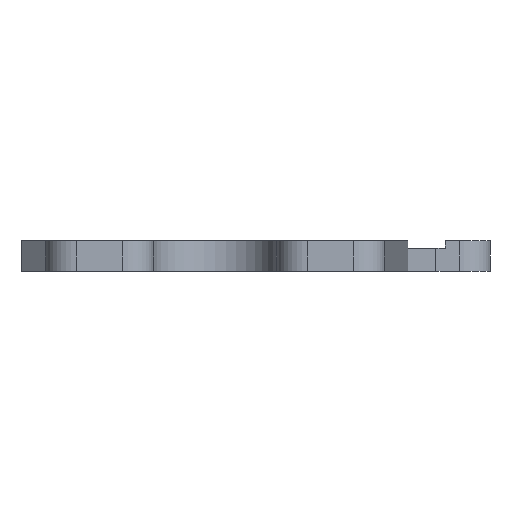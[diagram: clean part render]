
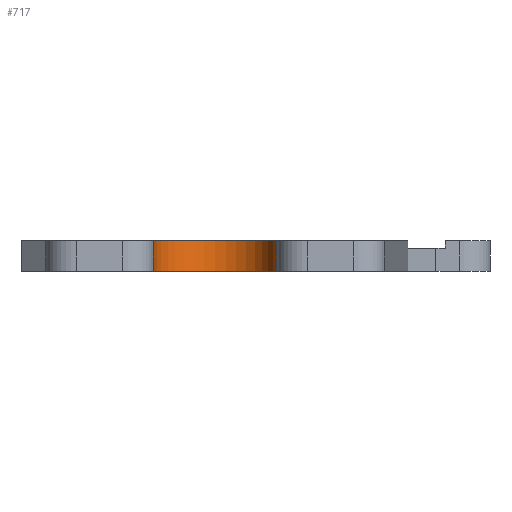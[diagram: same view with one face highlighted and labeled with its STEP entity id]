
A CAD part, front view. The second image highlights one B-rep face of the part: STEP entity #717.
In plain terms, the highlighted cylindrical face has radius 4 mm (diameter 8 mm), a partial arc.
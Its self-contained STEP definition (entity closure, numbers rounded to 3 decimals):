
#156=CYLINDRICAL_SURFACE('',#4862,4.);
#279=CIRCLE('',#4611,4.);
#395=CIRCLE('',#4861,4.);
#717=ADVANCED_FACE('',(#1024),#156,.F.);
#1024=FACE_OUTER_BOUND('',#1320,.T.);
#1320=EDGE_LOOP('',(#2206,#2207,#2208,#2209));
#2206=ORIENTED_EDGE('',*,*,#3290,.F.);
#2207=ORIENTED_EDGE('',*,*,#3579,.T.);
#2208=ORIENTED_EDGE('',*,*,#3580,.T.);
#2209=ORIENTED_EDGE('',*,*,#3578,.F.);
#2872=VERTEX_POINT('',#6723);
#2873=VERTEX_POINT('',#6725);
#3026=VERTEX_POINT('',#7298);
#3027=VERTEX_POINT('',#7302);
#3290=EDGE_CURVE('',#2872,#2873,#279,.T.);
#3578=EDGE_CURVE('',#2873,#3026,#4023,.T.);
#3579=EDGE_CURVE('',#2872,#3027,#4024,.T.);
#3580=EDGE_CURVE('',#3027,#3026,#395,.T.);
#4023=LINE('',#7299,#4387);
#4024=LINE('',#7301,#4388);
#4387=VECTOR('',#5948,1.);
#4388=VECTOR('',#5951,1.);
#4611=AXIS2_PLACEMENT_3D('',#6724,#5278,#5279);
#4861=AXIS2_PLACEMENT_3D('',#7303,#5952,#5953);
#4862=AXIS2_PLACEMENT_3D('',#7304,#5954,#5955);
#5278=DIRECTION('',(0.,0.,-1.));
#5279=DIRECTION('',(-1.,0.,0.));
#5948=DIRECTION('',(0.,0.,-1.));
#5951=DIRECTION('',(0.,0.,-1.));
#5952=DIRECTION('',(0.,0.,-1.));
#5953=DIRECTION('',(-1.,0.,0.));
#5954=DIRECTION('',(0.,0.,1.));
#5955=DIRECTION('',(1.,0.,0.));
#6723=CARTESIAN_POINT('',(234.856,79.252,2.));
#6724=CARTESIAN_POINT('',(238.856,79.252,2.));
#6725=CARTESIAN_POINT('',(242.856,79.252,2.));
#7298=CARTESIAN_POINT('',(242.856,79.252,0.));
#7299=CARTESIAN_POINT('',(242.856,79.252,2.));
#7301=CARTESIAN_POINT('',(234.856,79.252,2.));
#7302=CARTESIAN_POINT('',(234.856,79.252,0.));
#7303=CARTESIAN_POINT('',(238.856,79.252,0.));
#7304=CARTESIAN_POINT('',(238.856,79.252,1.));
